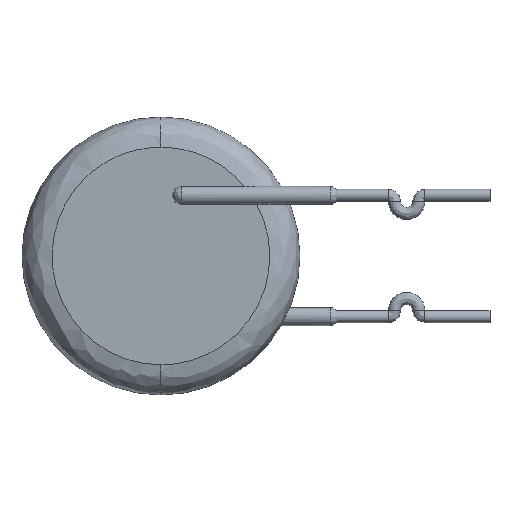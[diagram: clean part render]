
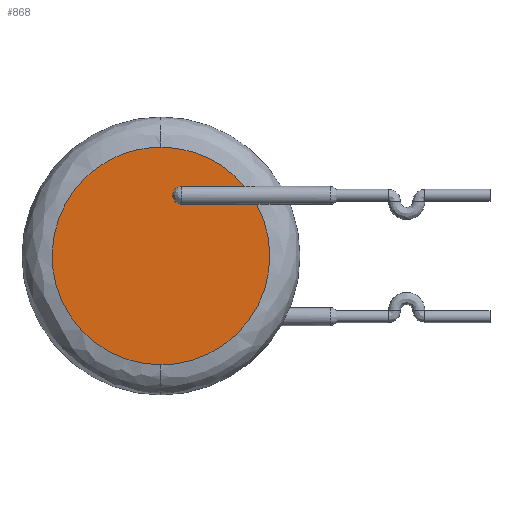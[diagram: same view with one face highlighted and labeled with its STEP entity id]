
A CAD part, left-side view. The second image highlights one B-rep face of the part: STEP entity #868.
In plain terms, the highlighted planar face has unit normal (-1, 0, 0).
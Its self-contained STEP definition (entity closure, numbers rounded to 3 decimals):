
#23 = DIRECTION ( 'NONE',  ( 0., 1., 0. ) ) ;
#61 = ORIENTED_EDGE ( 'NONE', *, *, #1028, .F. ) ;
#150 = EDGE_CURVE ( 'NONE', #1657, #304, #1719, .T. ) ;
#272 = CARTESIAN_POINT ( 'NONE',  ( -1.27, 11.2, -4.58 ) ) ;
#277 = VERTEX_POINT ( 'NONE', #906 ) ;
#302 = CARTESIAN_POINT ( 'NONE',  ( -1.27, 7.174, 2.183 ) ) ;
#304 = VERTEX_POINT ( 'NONE', #802 ) ;
#312 = CARTESIAN_POINT ( 'NONE',  ( -1.27, 7.174, 2.183 ) ) ;
#313 = CARTESIAN_POINT ( 'NONE',  ( -1.27, 9.811, 4.58 ) ) ;
#379 = ORIENTED_EDGE ( 'NONE', *, *, #885, .F. ) ;
#400 = CARTESIAN_POINT ( 'NONE',  ( -1.27, 20.36, -4.58 ) ) ;
#479 = EDGE_LOOP ( 'NONE', ( #379, #61, #1451, #488, #1698, #1232 ) ) ;
#488 = ORIENTED_EDGE ( 'NONE', *, *, #1005, .F. ) ;
#510 = EDGE_CURVE ( 'NONE', #750, #1906, #1754, .T. ) ;
#554 = CARTESIAN_POINT ( 'NONE',  ( -1.27, 20.36, 4.58 ) ) ;
#575 = VECTOR ( 'NONE', #1431, 1000. ) ;
#656 =( BOUNDED_CURVE ( )  B_SPLINE_CURVE ( 3, ( #1743, #313, #1447, #1640 ),
 .UNSPECIFIED., .F., .T. ) 
 B_SPLINE_CURVE_WITH_KNOTS ( ( 4, 4 ),
 ( 0., 1. ),
 .UNSPECIFIED. ) 
 CURVE ( )  GEOMETRIC_REPRESENTATION_ITEM ( )  RATIONAL_B_SPLINE_CURVE ( ( 1., 0.936, 0.936, 1. ) ) 
 REPRESENTATION_ITEM ( '' )  );
#744 = CARTESIAN_POINT ( 'NONE',  ( -1.27, 11.2, 0. ) ) ;
#750 = VERTEX_POINT ( 'NONE', #1180 ) ;
#797 =( BOUNDED_CURVE ( )  B_SPLINE_CURVE ( 3, ( #1284, #400, #554, #1155 ),
 .UNSPECIFIED., .F., .T. ) 
 B_SPLINE_CURVE_WITH_KNOTS ( ( 4, 4 ),
 ( 0., 1. ),
 .UNSPECIFIED. ) 
 CURVE ( )  GEOMETRIC_REPRESENTATION_ITEM ( )  RATIONAL_B_SPLINE_CURVE ( ( 1., 0.333, 0.333, 1. ) ) 
 REPRESENTATION_ITEM ( '' )  );
#802 = CARTESIAN_POINT ( 'NONE',  ( -1.27, 10.333, 2.917 ) ) ;
#844 = CARTESIAN_POINT ( 'NONE',  ( -1.27, 11.2, 2.183 ) ) ;
#868 = ADVANCED_FACE ( 'NONE', ( #1327 ), #1773, .F. ) ;
#885 = EDGE_CURVE ( 'NONE', #1839, #277, #797, .T. ) ;
#906 = CARTESIAN_POINT ( 'NONE',  ( -1.27, 11.2, 4.58 ) ) ;
#915 = CARTESIAN_POINT ( 'NONE',  ( -1.27, 5.32, -1.237 ) ) ;
#935 = AXIS2_PLACEMENT_3D ( 'NONE', #744, #1759, #1601 ) ;
#1005 = EDGE_CURVE ( 'NONE', #304, #750, #1225, .T. ) ;
#1027 = AXIS2_PLACEMENT_3D ( 'NONE', #1295, #1892, #1444 ) ;
#1028 = EDGE_CURVE ( 'NONE', #1906, #1839, #1452, .T. ) ;
#1155 = CARTESIAN_POINT ( 'NONE',  ( -1.27, 11.2, 4.58 ) ) ;
#1180 = CARTESIAN_POINT ( 'NONE',  ( -1.27, 10.333, 2.183 ) ) ;
#1214 = CARTESIAN_POINT ( 'NONE',  ( -1.27, 11.2, -4.58 ) ) ;
#1225 = CIRCLE ( 'NONE', #1027, 0.367 ) ;
#1232 = ORIENTED_EDGE ( 'NONE', *, *, #1834, .F. ) ;
#1284 = CARTESIAN_POINT ( 'NONE',  ( -1.27, 11.2, -4.58 ) ) ;
#1295 = CARTESIAN_POINT ( 'NONE',  ( -1.27, 10.333, 2.55 ) ) ;
#1327 = FACE_OUTER_BOUND ( 'NONE', #479, .T. ) ;
#1346 = CARTESIAN_POINT ( 'NONE',  ( -1.27, 11.2, 2.917 ) ) ;
#1431 = DIRECTION ( 'NONE',  ( 0., -1., 0. ) ) ;
#1444 = DIRECTION ( 'NONE',  ( 0., 0., -1. ) ) ;
#1447 = CARTESIAN_POINT ( 'NONE',  ( -1.27, 8.554, 3.988 ) ) ;
#1451 = ORIENTED_EDGE ( 'NONE', *, *, #510, .F. ) ;
#1452 =( BOUNDED_CURVE ( )  B_SPLINE_CURVE ( 3, ( #312, #915, #1593, #272 ),
 .UNSPECIFIED., .F., .F. ) 
 B_SPLINE_CURVE_WITH_KNOTS ( ( 4, 4 ),
 ( 0., 1. ),
 .UNSPECIFIED. ) 
 CURVE ( )  GEOMETRIC_REPRESENTATION_ITEM ( )  RATIONAL_B_SPLINE_CURVE ( ( 1., 0.674, 0.674, 1. ) ) 
 REPRESENTATION_ITEM ( '' )  );
#1476 = VECTOR ( 'NONE', #23, 1000. ) ;
#1551 = CARTESIAN_POINT ( 'NONE',  ( -1.27, 7.669, 2.917 ) ) ;
#1593 = CARTESIAN_POINT ( 'NONE',  ( -1.27, 7.31, -4.58 ) ) ;
#1601 = DIRECTION ( 'NONE',  ( 0., 0., -1. ) ) ;
#1640 = CARTESIAN_POINT ( 'NONE',  ( -1.27, 7.669, 2.917 ) ) ;
#1657 = VERTEX_POINT ( 'NONE', #1551 ) ;
#1698 = ORIENTED_EDGE ( 'NONE', *, *, #150, .F. ) ;
#1719 = LINE ( 'NONE', #1346, #1476 ) ;
#1743 = CARTESIAN_POINT ( 'NONE',  ( -1.27, 11.2, 4.58 ) ) ;
#1754 = LINE ( 'NONE', #844, #575 ) ;
#1759 = DIRECTION ( 'NONE',  ( 1., 0., 0. ) ) ;
#1773 = PLANE ( 'NONE',  #935 ) ;
#1834 = EDGE_CURVE ( 'NONE', #277, #1657, #656, .T. ) ;
#1839 = VERTEX_POINT ( 'NONE', #1214 ) ;
#1892 = DIRECTION ( 'NONE',  ( -1., 0., 0. ) ) ;
#1906 = VERTEX_POINT ( 'NONE', #302 ) ;
